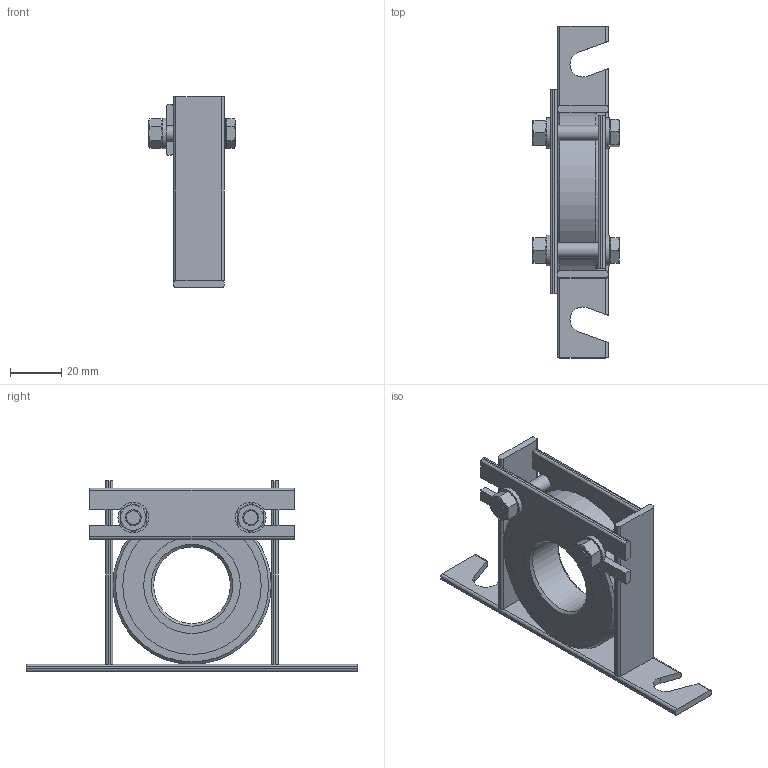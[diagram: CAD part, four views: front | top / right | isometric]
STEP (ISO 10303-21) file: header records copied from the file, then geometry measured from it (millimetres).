
FILE_DESCRIPTION(/* description */ ('CAx-IF Rec.Pracs.---Representation and Presentation of Product Manufacturing Information (PMI)---4.0---2014-10-13','CAx-IF Rec.Pracs.---3D Tessellated Geometry---0.4---2014-09-14','2;1'),/* implementation_level */ '2;1');
FILE_NAME(/* name */ 'A_Roller_Bearing_Bracket_Movable',/* time_stamp */ '2024-04-10T10:25:55+02:00',/* author */ ('Philippe COLBACH'),/* organization */ ('ETH Zurich'),/* preprocessor_version */ 'ST-DEVELOPER v18.1',/* originating_system */ 'SIEMENS PLM Software NX 1988',/* authorisation */ $);
FILE_SCHEMA (('AP242_MANAGED_MODEL_BASED_3D_ENGINEERING_MIM_LF { 1 0 10303 442 3 1 4 }'));
Length unit declared in the file: millimetre
Products named in the file (11): A_Roller_Bearing_Bracket_Movable; Plain Washer, Normal, DIN,M6; Hex Nut, 1A, DIN,M6x1; Hex Head Screw, Grades A, B, DIN,M6x30; M_Bearing_Bracket_L_Base_Movable; Single Row Radial Contact Ball Brg, 2RS W 2 Seals, DIN,6206_2RS; M_Bearing_Bracket_L_Side; M_Bearing_Bracket_L_Clamping_Plate; M_Bearing_Bracket_L_Backplate
Assembly tree (14 placements, depth 2):
  A_Roller_Bearing_Bracket_Movable
    Plain Washer, Normal, DIN,M6  x4
    Hex Nut, 1A, DIN,M6x1
    Hex Head Screw, Grades A, B, DIN,M6x30
    Hex Nut, 1A, DIN,M6x1
    Hex Head Screw, Grades A, B, DIN,M6x30
    M_Bearing_Bracket_L_Base_Movable
    Single Row Radial Contact Ball Brg, 2RS W 2 Seals, DIN,6206_2RS
    M_Bearing_Bracket_L_Side  x2
    M_Bearing_Bracket_L_Clamping_Plate
    M_Bearing_Bracket_L_Backplate
Bounding box: 34 x 130 x 74.75 mm (x, y, z)
Volume: 51495.6 mm3; surface area: 40819.2 mm2
Topology: 35 solids, 35 shells, 230 faces, 516 edges, 328 vertices
Faces by surface type: plane 104, cylinder 58, cone 46, sphere 18, torus 4
Full cylindrical faces by diameter (mm): 5.188 x2, 6 x2, 6.6 x4, 8.88 x2, 12 x4, 30 x1, 37.82 x4, 40.667 x2, 51.333 x2, 54.18 x4, 62 x1
Entity records: 7271 total; most frequent: CARTESIAN_POINT 1379, DIRECTION 1274, ORIENTED_EDGE 760, AXIS2_PLACEMENT_3D 555, EDGE_CURVE 380, VERTEX_POINT 278, FACE_BOUND 266, EDGE_LOOP 248
